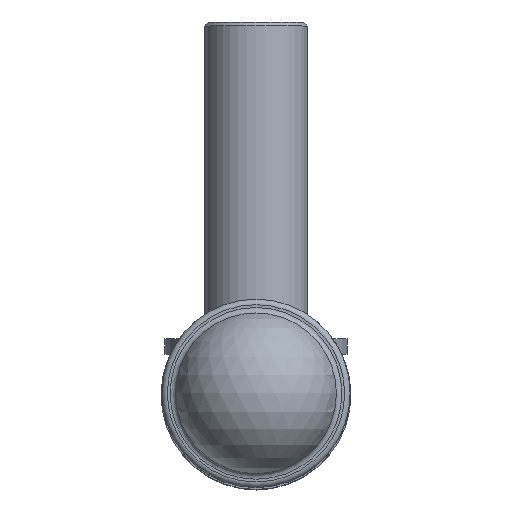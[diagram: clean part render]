
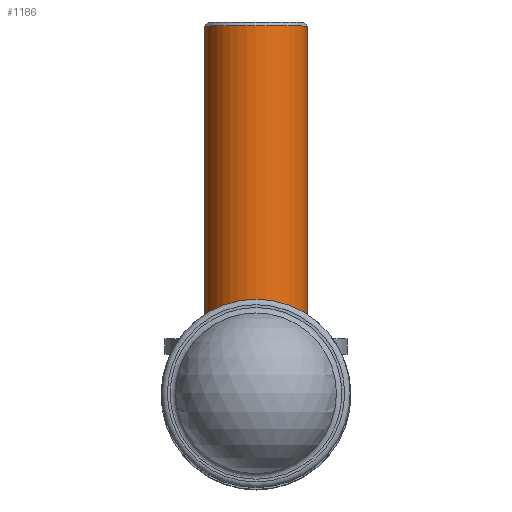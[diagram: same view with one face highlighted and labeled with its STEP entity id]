
A CAD part, top view. The second image highlights one B-rep face of the part: STEP entity #1186.
In plain terms, the highlighted cylindrical face has radius 6.5 mm (diameter 13 mm), a full revolution.
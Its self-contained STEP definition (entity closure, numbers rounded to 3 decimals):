
#325 = DIRECTION ( 'NONE',  ( 0., 0., -1. ) ) ;
#1186 = ADVANCED_FACE ( 'NONE', ( #3825, #6234 ), #14212, .T. ) ;
#2237 = VERTEX_POINT ( 'NONE', #6691 ) ;
#2779 = DIRECTION ( 'NONE',  ( 0., 0., 1. ) ) ;
#3459 = EDGE_CURVE ( 'NONE', #13246, #13246, #11954, .T. ) ;
#3825 = FACE_OUTER_BOUND ( 'NONE', #13515, .T. ) ;
#4156 = CARTESIAN_POINT ( 'NONE',  ( 0., 46.7, -61. ) ) ;
#4548 = DIRECTION ( 'NONE',  ( 0., 0., -1. ) ) ;
#5219 = AXIS2_PLACEMENT_3D ( 'NONE', #14128, #8015, #4548 ) ;
#5968 = CARTESIAN_POINT ( 'NONE',  ( 0., 7.2, -61. ) ) ;
#6223 = ORIENTED_EDGE ( 'NONE', *, *, #3459, .T. ) ;
#6234 = FACE_OUTER_BOUND ( 'NONE', #12810, .T. ) ;
#6691 = CARTESIAN_POINT ( 'NONE',  ( 0., 7.2, -67.5 ) ) ;
#8015 = DIRECTION ( 'NONE',  ( 0., -1., 0. ) ) ;
#8406 = AXIS2_PLACEMENT_3D ( 'NONE', #5968, #14338, #325 ) ;
#9058 = CARTESIAN_POINT ( 'NONE',  ( 0., 46.7, -54.5 ) ) ;
#11954 = CIRCLE ( 'NONE', #13752, 6.5 ) ;
#12810 = EDGE_LOOP ( 'NONE', ( #13504 ) ) ;
#12973 = CIRCLE ( 'NONE', #8406, 6.5 ) ;
#13246 = VERTEX_POINT ( 'NONE', #9058 ) ;
#13374 = EDGE_CURVE ( 'NONE', #2237, #2237, #12973, .T. ) ;
#13504 = ORIENTED_EDGE ( 'NONE', *, *, #13374, .F. ) ;
#13515 = EDGE_LOOP ( 'NONE', ( #6223 ) ) ;
#13558 = DIRECTION ( 'NONE',  ( 0., -1., 0. ) ) ;
#13752 = AXIS2_PLACEMENT_3D ( 'NONE', #4156, #13558, #2779 ) ;
#14128 = CARTESIAN_POINT ( 'NONE',  ( 0., 0., -61. ) ) ;
#14212 = CYLINDRICAL_SURFACE ( 'NONE', #5219, 6.5 ) ;
#14338 = DIRECTION ( 'NONE',  ( 0., -1., 0. ) ) ;
